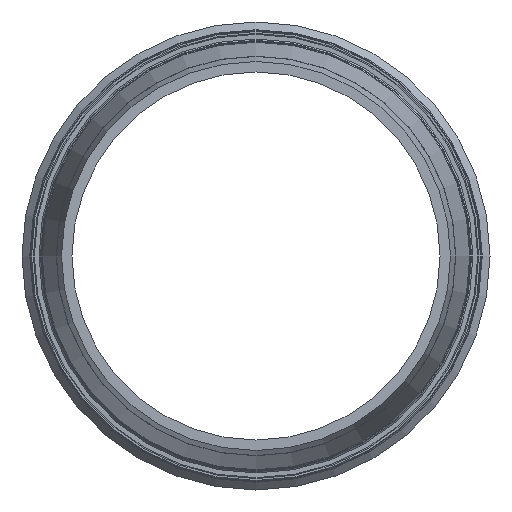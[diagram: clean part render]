
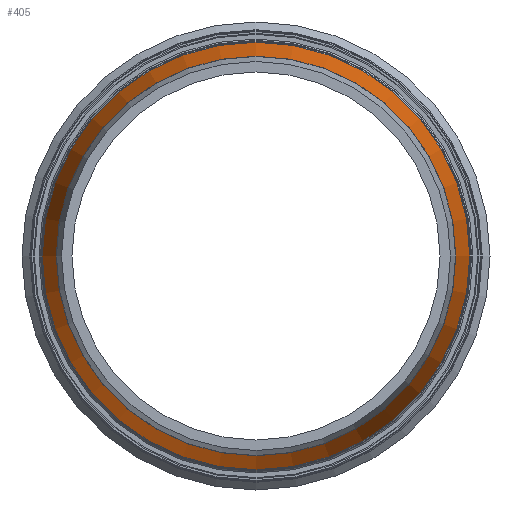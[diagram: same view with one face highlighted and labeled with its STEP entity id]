
A CAD part, front view. The second image highlights one B-rep face of the part: STEP entity #405.
In plain terms, the highlighted conical face has half-angle 15 degrees and reference radius 64.925 mm.
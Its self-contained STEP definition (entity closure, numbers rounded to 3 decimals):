
#37=CONICAL_SURFACE('',#466,64.925,15.);
#63=FACE_BOUND('',#158,.T.);
#100=FACE_OUTER_BOUND('',#157,.T.);
#157=EDGE_LOOP('',(#342));
#158=EDGE_LOOP('',(#343));
#192=CIRCLE('',#426,62.7);
#212=CIRCLE('',#465,67.15);
#229=VERTEX_POINT('',#652);
#249=VERTEX_POINT('',#711);
#266=EDGE_CURVE('',#229,#229,#192,.T.);
#286=EDGE_CURVE('',#249,#249,#212,.T.);
#342=ORIENTED_EDGE('',*,*,#286,.T.);
#343=ORIENTED_EDGE('',*,*,#266,.F.);
#405=ADVANCED_FACE('',(#100,#63),#37,.T.);
#426=AXIS2_PLACEMENT_3D('',#653,#504,#505);
#465=AXIS2_PLACEMENT_3D('',#712,#582,#583);
#466=AXIS2_PLACEMENT_3D('',#713,#584,#585);
#504=DIRECTION('center_axis',(0.,-1.,0.));
#505=DIRECTION('ref_axis',(1.,0.,0.));
#582=DIRECTION('center_axis',(0.,-1.,0.));
#583=DIRECTION('ref_axis',(1.,0.,0.));
#584=DIRECTION('center_axis',(0.,1.,0.));
#585=DIRECTION('ref_axis',(1.,0.,0.));
#652=CARTESIAN_POINT('',(62.7,5996.826,0.));
#653=CARTESIAN_POINT('Origin',(0.,5996.826,0.));
#711=CARTESIAN_POINT('',(67.15,6013.434,0.));
#712=CARTESIAN_POINT('Origin',(0.,6013.434,0.));
#713=CARTESIAN_POINT('Origin',(0.,6005.13,0.));
